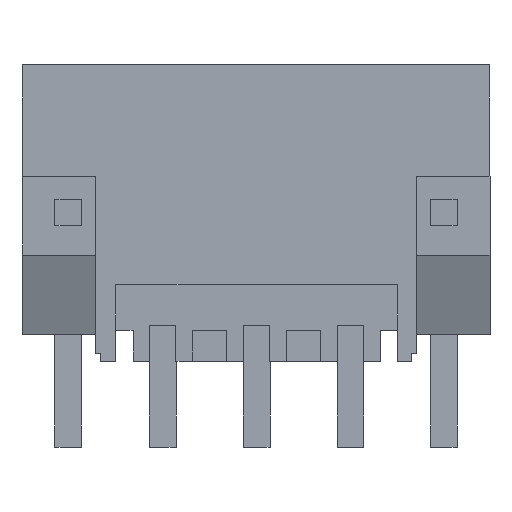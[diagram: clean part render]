
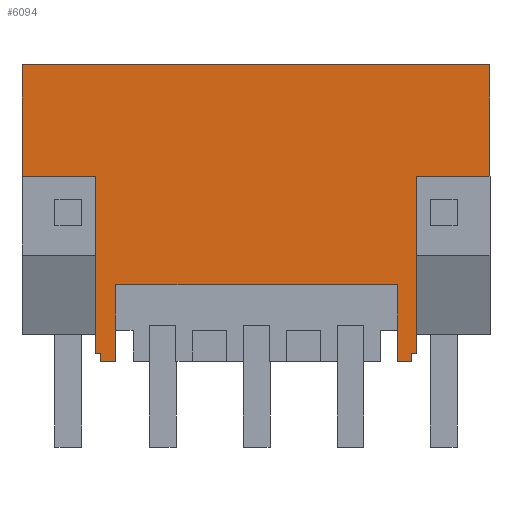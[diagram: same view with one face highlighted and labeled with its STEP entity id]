
A CAD part, front view. The second image highlights one B-rep face of the part: STEP entity #6094.
In plain terms, the highlighted planar face has unit normal (0, -1, 0).
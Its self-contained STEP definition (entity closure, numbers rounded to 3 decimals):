
#6064=AXIS2_PLACEMENT_3D('Plane Axis2P3D',#6061,#6062,#6063) ;
#1764=CARTESIAN_POINT('Line Origine',(3.5,0.,4.625)) ;
#1768=CARTESIAN_POINT('Vertex',(3.5,0.,3.2)) ;
#1770=CARTESIAN_POINT('Vertex',(3.5,0.,6.05)) ;
#1797=CARTESIAN_POINT('Vertex',(2.925,0.,3.2)) ;
#1800=CARTESIAN_POINT('Line Origine',(3.213,0.,3.2)) ;
#1818=CARTESIAN_POINT('Line Origine',(2.925,0.,3.35)) ;
#1822=CARTESIAN_POINT('Vertex',(2.925,0.,3.5)) ;
#1843=CARTESIAN_POINT('Line Origine',(2.825,0.,3.5)) ;
#1847=CARTESIAN_POINT('Vertex',(2.725,0.,3.5)) ;
#1868=CARTESIAN_POINT('Line Origine',(2.725,0.,6.8)) ;
#1872=CARTESIAN_POINT('Vertex',(2.725,0.,10.1)) ;
#2146=CARTESIAN_POINT('Vertex',(0.,0.,10.1)) ;
#2149=CARTESIAN_POINT('Line Origine',(0.,0.,12.175)) ;
#2153=CARTESIAN_POINT('Vertex',(0.,0.,14.25)) ;
#2193=CARTESIAN_POINT('Line Origine',(8.725,0.,14.25)) ;
#2197=CARTESIAN_POINT('Vertex',(17.45,0.,14.25)) ;
#3694=CARTESIAN_POINT('Line Origine',(17.45,0.,12.175)) ;
#3698=CARTESIAN_POINT('Vertex',(17.45,0.,10.1)) ;
#3966=CARTESIAN_POINT('Vertex',(14.725,0.,10.1)) ;
#3969=CARTESIAN_POINT('Line Origine',(14.725,0.,6.8)) ;
#3973=CARTESIAN_POINT('Vertex',(14.725,0.,3.5)) ;
#3997=CARTESIAN_POINT('Line Origine',(14.625,0.,3.5)) ;
#4001=CARTESIAN_POINT('Vertex',(14.525,0.,3.5)) ;
#4022=CARTESIAN_POINT('Line Origine',(14.525,0.,3.35)) ;
#4026=CARTESIAN_POINT('Vertex',(14.525,0.,3.2)) ;
#4042=CARTESIAN_POINT('Line Origine',(14.263,0.,3.2)) ;
#4046=CARTESIAN_POINT('Vertex',(14.,0.,3.2)) ;
#4067=CARTESIAN_POINT('Line Origine',(14.,0.,4.625)) ;
#4071=CARTESIAN_POINT('Vertex',(14.,0.,6.05)) ;
#5588=CARTESIAN_POINT('Line Origine',(8.75,0.,6.05)) ;
#6061=CARTESIAN_POINT('Axis2P3D Location',(-3.5,0.,3.2)) ;
#6066=CARTESIAN_POINT('Line Origine',(16.087,0.,10.1)) ;
#6071=CARTESIAN_POINT('Line Origine',(1.362,0.,10.1)) ;
#1765=DIRECTION('Vector Direction',(0.,0.,1.)) ;
#1801=DIRECTION('Vector Direction',(1.,0.,0.)) ;
#1819=DIRECTION('Vector Direction',(0.,0.,-1.)) ;
#1844=DIRECTION('Vector Direction',(1.,0.,0.)) ;
#1869=DIRECTION('Vector Direction',(0.,0.,-1.)) ;
#2150=DIRECTION('Vector Direction',(0.,0.,1.)) ;
#2194=DIRECTION('Vector Direction',(1.,0.,0.)) ;
#3695=DIRECTION('Vector Direction',(0.,0.,1.)) ;
#3970=DIRECTION('Vector Direction',(0.,0.,-1.)) ;
#3998=DIRECTION('Vector Direction',(1.,0.,0.)) ;
#4023=DIRECTION('Vector Direction',(0.,0.,-1.)) ;
#4043=DIRECTION('Vector Direction',(1.,0.,0.)) ;
#4068=DIRECTION('Vector Direction',(0.,0.,1.)) ;
#5589=DIRECTION('Vector Direction',(1.,0.,0.)) ;
#6062=DIRECTION('Axis2P3D Direction',(0.,1.,0.)) ;
#6063=DIRECTION('Axis2P3D XDirection',(0.,0.,1.)) ;
#6067=DIRECTION('Vector Direction',(1.,0.,0.)) ;
#6072=DIRECTION('Vector Direction',(1.,0.,0.)) ;
#1766=VECTOR('Line Direction',#1765,1.) ;
#1802=VECTOR('Line Direction',#1801,1.) ;
#1820=VECTOR('Line Direction',#1819,1.) ;
#1845=VECTOR('Line Direction',#1844,1.) ;
#1870=VECTOR('Line Direction',#1869,1.) ;
#2151=VECTOR('Line Direction',#2150,1.) ;
#2195=VECTOR('Line Direction',#2194,1.) ;
#3696=VECTOR('Line Direction',#3695,1.) ;
#3971=VECTOR('Line Direction',#3970,1.) ;
#3999=VECTOR('Line Direction',#3998,1.) ;
#4024=VECTOR('Line Direction',#4023,1.) ;
#4044=VECTOR('Line Direction',#4043,1.) ;
#4069=VECTOR('Line Direction',#4068,1.) ;
#5590=VECTOR('Line Direction',#5589,1.) ;
#6068=VECTOR('Line Direction',#6067,1.) ;
#6073=VECTOR('Line Direction',#6072,1.) ;
#6077=ORIENTED_EDGE('',*,*,#5592,.F.) ;
#6078=ORIENTED_EDGE('',*,*,#4073,.F.) ;
#6079=ORIENTED_EDGE('',*,*,#4048,.T.) ;
#6080=ORIENTED_EDGE('',*,*,#4028,.T.) ;
#6081=ORIENTED_EDGE('',*,*,#4003,.T.) ;
#6082=ORIENTED_EDGE('',*,*,#3975,.F.) ;
#6083=ORIENTED_EDGE('',*,*,#6070,.F.) ;
#6084=ORIENTED_EDGE('',*,*,#3700,.F.) ;
#6085=ORIENTED_EDGE('',*,*,#2199,.F.) ;
#6086=ORIENTED_EDGE('',*,*,#2155,.T.) ;
#6087=ORIENTED_EDGE('',*,*,#6075,.T.) ;
#6088=ORIENTED_EDGE('',*,*,#1874,.T.) ;
#6089=ORIENTED_EDGE('',*,*,#1849,.F.) ;
#6090=ORIENTED_EDGE('',*,*,#1824,.F.) ;
#6091=ORIENTED_EDGE('',*,*,#1804,.T.) ;
#6092=ORIENTED_EDGE('',*,*,#1772,.T.) ;
#6094=ADVANCED_FACE('HOUSING',(#6093),#6065,.F.) ;
#1772=EDGE_CURVE('',#1769,#1771,#1767,.T.) ;
#1804=EDGE_CURVE('',#1798,#1769,#1803,.T.) ;
#1824=EDGE_CURVE('',#1798,#1823,#1821,.F.) ;
#1849=EDGE_CURVE('',#1823,#1848,#1846,.F.) ;
#1874=EDGE_CURVE('',#1873,#1848,#1871,.T.) ;
#2155=EDGE_CURVE('',#2154,#2147,#2152,.F.) ;
#2199=EDGE_CURVE('',#2154,#2198,#2196,.T.) ;
#3700=EDGE_CURVE('',#2198,#3699,#3697,.F.) ;
#3975=EDGE_CURVE('',#3967,#3974,#3972,.T.) ;
#4003=EDGE_CURVE('',#4002,#3974,#4000,.T.) ;
#4028=EDGE_CURVE('',#4027,#4002,#4025,.F.) ;
#4048=EDGE_CURVE('',#4047,#4027,#4045,.T.) ;
#4073=EDGE_CURVE('',#4047,#4072,#4070,.T.) ;
#5592=EDGE_CURVE('',#4072,#1771,#5591,.F.) ;
#6070=EDGE_CURVE('',#3699,#3967,#6069,.F.) ;
#6075=EDGE_CURVE('',#2147,#1873,#6074,.T.) ;
#6076=EDGE_LOOP('',(#6077,#6078,#6079,#6080,#6081,#6082,#6083,#6084,#6085,#6086,#6087,#6088,#6089,#6090,#6091,#6092)) ;
#6093=FACE_OUTER_BOUND('',#6076,.T.) ;
#1767=LINE('Line',#1764,#1766) ;
#1803=LINE('Line',#1800,#1802) ;
#1821=LINE('Line',#1818,#1820) ;
#1846=LINE('Line',#1843,#1845) ;
#1871=LINE('Line',#1868,#1870) ;
#2152=LINE('Line',#2149,#2151) ;
#2196=LINE('Line',#2193,#2195) ;
#3697=LINE('Line',#3694,#3696) ;
#3972=LINE('Line',#3969,#3971) ;
#4000=LINE('Line',#3997,#3999) ;
#4025=LINE('Line',#4022,#4024) ;
#4045=LINE('Line',#4042,#4044) ;
#4070=LINE('Line',#4067,#4069) ;
#5591=LINE('Line',#5588,#5590) ;
#6069=LINE('Line',#6066,#6068) ;
#6074=LINE('Line',#6071,#6073) ;
#6065=PLANE('',#6064) ;
#1769=VERTEX_POINT('',#1768) ;
#1771=VERTEX_POINT('',#1770) ;
#1798=VERTEX_POINT('',#1797) ;
#1823=VERTEX_POINT('',#1822) ;
#1848=VERTEX_POINT('',#1847) ;
#1873=VERTEX_POINT('',#1872) ;
#2147=VERTEX_POINT('',#2146) ;
#2154=VERTEX_POINT('',#2153) ;
#2198=VERTEX_POINT('',#2197) ;
#3699=VERTEX_POINT('',#3698) ;
#3967=VERTEX_POINT('',#3966) ;
#3974=VERTEX_POINT('',#3973) ;
#4002=VERTEX_POINT('',#4001) ;
#4027=VERTEX_POINT('',#4026) ;
#4047=VERTEX_POINT('',#4046) ;
#4072=VERTEX_POINT('',#4071) ;
